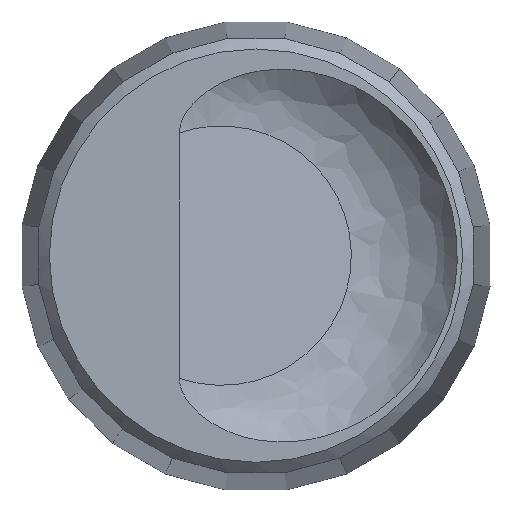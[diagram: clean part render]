
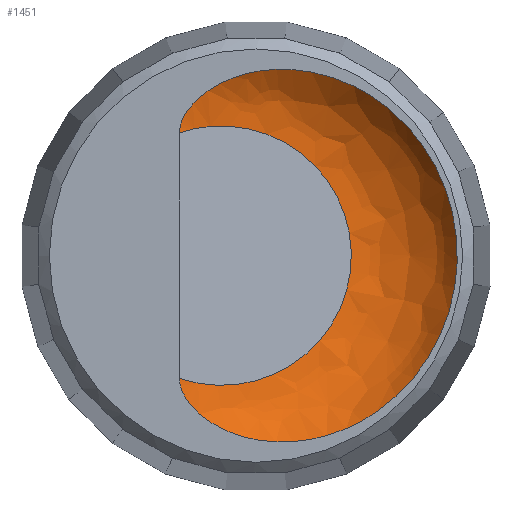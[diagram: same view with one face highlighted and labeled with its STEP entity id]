
A CAD part, top view. The second image highlights one B-rep face of the part: STEP entity #1451.
In plain terms, the highlighted free-form (B-spline) face has degree [3, 2] with [11, 3] control points.
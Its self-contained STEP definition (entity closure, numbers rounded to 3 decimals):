
#20=(
BOUNDED_SURFACE()
B_SPLINE_SURFACE(3,2,((#2598,#2599,#2600),(#2601,#2602,#2603),(#2604,#2605,
#2606),(#2607,#2608,#2609),(#2610,#2611,#2612),(#2613,#2614,#2615),(#2616,
#2617,#2618),(#2619,#2620,#2621),(#2622,#2623,#2624),(#2625,#2626,#2627),
(#2628,#2629,#2630)),.UNSPECIFIED.,.F.,.F.,.F.)
B_SPLINE_SURFACE_WITH_KNOTS((4,1,1,1,1,1,1,1,4),(3,3),(1.221,
1.701,2.182,2.662,3.142,3.622,
4.102,4.582,5.062),(0.,0.841),
 .UNSPECIFIED.)
GEOMETRIC_REPRESENTATION_ITEM()
RATIONAL_B_SPLINE_SURFACE(((1.,0.869,0.958),(1.,
0.861,0.956),(1.,0.843,0.95),
(1.,0.815,0.941),(1.,0.792,0.934),
(1.,0.783,0.931),(1.,0.792,0.934),
(1.,0.815,0.941),(1.,0.843,0.95),
(1.,0.861,0.956),(1.,0.869,0.958)))
REPRESENTATION_ITEM('')
SURFACE()
);
#134=B_SPLINE_CURVE_WITH_KNOTS('',3,(#2631,#2632,#2633,#2634,#2635,#2636,
#2637,#2638,#2639,#2640,#2641,#2642,#2643,#2644,#2645,#2646,#2647,#2648,
#2649,#2650,#2651,#2652,#2653,#2654,#2655),.UNSPECIFIED.,.F.,.F.,(4,1,1,
1,1,1,1,1,1,1,1,1,1,1,1,1,1,1,1,1,1,1,4),(-0.031,-0.029,
-0.027,-0.025,-0.023,-0.019,
-0.015,-0.01,-0.006,-0.002,
0.002,0.004,0.006,0.01,
0.015,0.019,0.023,0.025,
0.027,0.029,0.031,0.033,
0.035),.UNSPECIFIED.);
#189=ELLIPSE('',#1631,10.823,10.478);
#509=ORIENTED_EDGE('',*,*,#826,.F.);
#510=ORIENTED_EDGE('',*,*,#827,.F.);
#826=EDGE_CURVE('',#997,#998,#134,.T.);
#827=EDGE_CURVE('',#998,#997,#189,.T.);
#997=VERTEX_POINT('',#2656);
#998=VERTEX_POINT('',#2657);
#1227=EDGE_LOOP('',(#509,#510));
#1324=FACE_BOUND('',#1227,.T.);
#1451=ADVANCED_FACE('',(#1324),#20,.F.);
#1631=AXIS2_PLACEMENT_3D('',#2658,#2031,#2032);
#2031=DIRECTION('',(0.236,0.,0.972));
#2032=DIRECTION('',(-0.972,0.,0.236));
#2598=CARTESIAN_POINT('',(-6.413,-9.845,17.555));
#2599=CARTESIAN_POINT('',(-7.756,-13.76,17.88));
#2600=CARTESIAN_POINT('',(-7.728,-16.014,21.367));
#2601=CARTESIAN_POINT('',(-4.832,-10.419,17.171));
#2602=CARTESIAN_POINT('',(-5.609,-14.699,17.36));
#2603=CARTESIAN_POINT('',(-5.203,-17.058,20.954));
#2604=CARTESIAN_POINT('',(-1.389,-10.795,16.337));
#2605=CARTESIAN_POINT('',(-0.801,-15.571,16.194));
#2606=CARTESIAN_POINT('',(0.406,-17.956,20.047));
#2607=CARTESIAN_POINT('',(3.455,-8.92,15.162));
#2608=CARTESIAN_POINT('',(6.378,-13.373,14.454));
#2609=CARTESIAN_POINT('',(8.672,-15.223,18.754));
#2610=CARTESIAN_POINT('',(6.882,-5.028,14.332));
#2611=CARTESIAN_POINT('',(11.865,-7.797,13.124));
#2612=CARTESIAN_POINT('',(14.809,-8.758,17.822));
#2613=CARTESIAN_POINT('',(8.118,0.,14.032));
#2614=CARTESIAN_POINT('',(13.955,0.,12.617));
#2615=CARTESIAN_POINT('',(17.092,0.,17.481));
#2616=CARTESIAN_POINT('',(6.882,5.028,14.332));
#2617=CARTESIAN_POINT('',(11.865,7.797,13.124));
#2618=CARTESIAN_POINT('',(14.809,8.758,17.822));
#2619=CARTESIAN_POINT('',(3.455,8.92,15.162));
#2620=CARTESIAN_POINT('',(6.378,13.373,14.454));
#2621=CARTESIAN_POINT('',(8.672,15.223,18.754));
#2622=CARTESIAN_POINT('',(-1.389,10.795,16.337));
#2623=CARTESIAN_POINT('',(-0.801,15.571,16.194));
#2624=CARTESIAN_POINT('',(0.406,17.956,20.047));
#2625=CARTESIAN_POINT('',(-4.832,10.419,17.171));
#2626=CARTESIAN_POINT('',(-5.609,14.699,17.36));
#2627=CARTESIAN_POINT('',(-5.203,17.058,20.954));
#2628=CARTESIAN_POINT('',(-6.413,9.845,17.555));
#2629=CARTESIAN_POINT('',(-7.756,13.76,17.88));
#2630=CARTESIAN_POINT('',(-7.728,16.014,21.367));
#2631=CARTESIAN_POINT('',(-6.188,9.924,17.5));
#2632=CARTESIAN_POINT('',(-6.188,10.639,17.5));
#2633=CARTESIAN_POINT('',(-5.53,11.949,17.5));
#2634=CARTESIAN_POINT('',(-3.963,13.373,17.5));
#2635=CARTESIAN_POINT('',(-2.093,14.356,17.5));
#2636=CARTESIAN_POINT('',(0.613,15.121,17.5));
#2637=CARTESIAN_POINT('',(4.159,15.121,17.5));
#2638=CARTESIAN_POINT('',(8.178,13.789,17.5));
#2639=CARTESIAN_POINT('',(11.628,11.347,17.5));
#2640=CARTESIAN_POINT('',(14.258,8.041,17.5));
#2641=CARTESIAN_POINT('',(15.896,4.178,17.5));
#2642=CARTESIAN_POINT('',(16.361,0.658,17.5));
#2643=CARTESIAN_POINT('',(16.173,-2.1,17.5));
#2644=CARTESIAN_POINT('',(15.611,-4.858,17.5));
#2645=CARTESIAN_POINT('',(14.241,-8.067,17.5));
#2646=CARTESIAN_POINT('',(11.612,-11.359,17.5));
#2647=CARTESIAN_POINT('',(8.169,-13.794,17.5));
#2648=CARTESIAN_POINT('',(4.813,-14.9,17.5));
#2649=CARTESIAN_POINT('',(2.05,-15.121,17.5));
#2650=CARTESIAN_POINT('',(-0.059,-14.931,17.5));
#2651=CARTESIAN_POINT('',(-2.077,-14.362,17.5));
#2652=CARTESIAN_POINT('',(-3.953,-13.381,17.5));
#2653=CARTESIAN_POINT('',(-5.527,-11.956,17.5));
#2654=CARTESIAN_POINT('',(-6.188,-10.637,17.5));
#2655=CARTESIAN_POINT('',(-6.188,-9.924,17.5));
#2656=CARTESIAN_POINT('',(-6.188,9.924,17.5));
#2657=CARTESIAN_POINT('',(-6.188,-9.924,17.5));
#2658=CARTESIAN_POINT('',(-2.813,0.,16.682));
